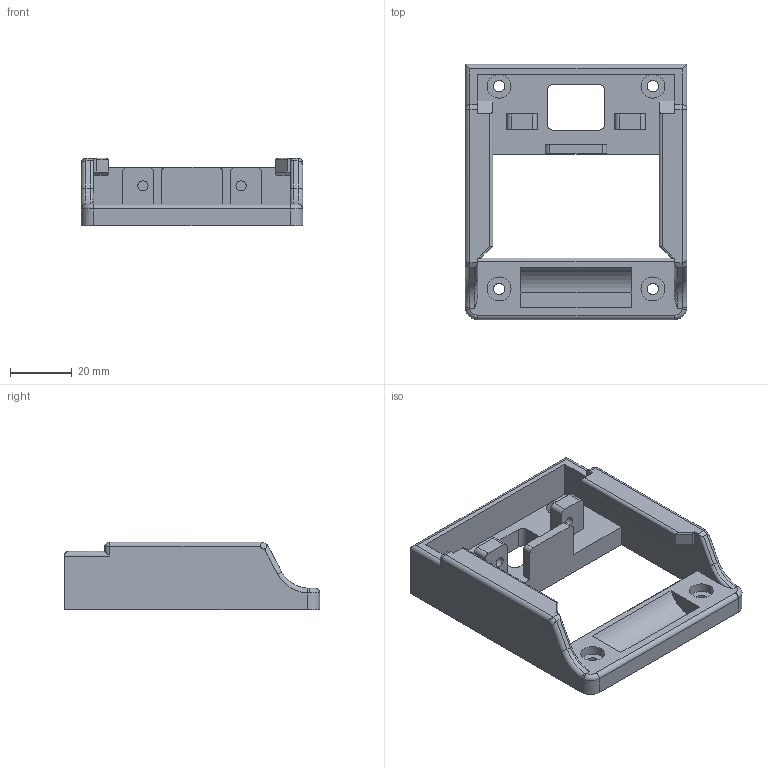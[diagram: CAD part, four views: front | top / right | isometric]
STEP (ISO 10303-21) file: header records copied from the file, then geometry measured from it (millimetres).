
FILE_DESCRIPTION(/* description */ (''),/* implementation_level */ '2;1');
FILE_NAME(/* name */ 'Makita Battery Mounting 05b v2 v8.step',/* time_stamp */ '2023-06-01T22:50:33+03:00',/* author */ (''),/* organization */ (''),/* preprocessor_version */ 'ST-DEVELOPER v19.2',/* originating_system */ 'Autodesk Translation Framework v12.4.0.73',/* authorisation */ '');
FILE_SCHEMA (('AUTOMOTIVE_DESIGN { 1 0 10303 214 3 1 1 }'));
Length unit declared in the file: millimetre
Products named in the file (2): Makita Battery Mounting 05b v2; Battery Mount
Assembly tree (1 placements, depth 2):
  Makita Battery Mounting 05b v2
    Battery Mount
Bounding box: 72 x 83 x 22 mm (x, y, z)
Volume: 36569.6 mm3; surface area: 19502.8 mm2
Topology: 1 solids, 1 shells, 131 faces, 339 edges, 216 vertices
Faces by surface type: plane 70, cylinder 47, torus 6, bspline 6, sphere 2
Full cylindrical faces by diameter (mm): 3.3 x2, 3.7 x4, 7.75 x4
Entity records: 4488 total; most frequent: CARTESIAN_POINT 1167, DIRECTION 679, ORIENTED_EDGE 678, EDGE_CURVE 339, LINE 227, VECTOR 227, AXIS2_PLACEMENT_3D 226, VERTEX_POINT 216
